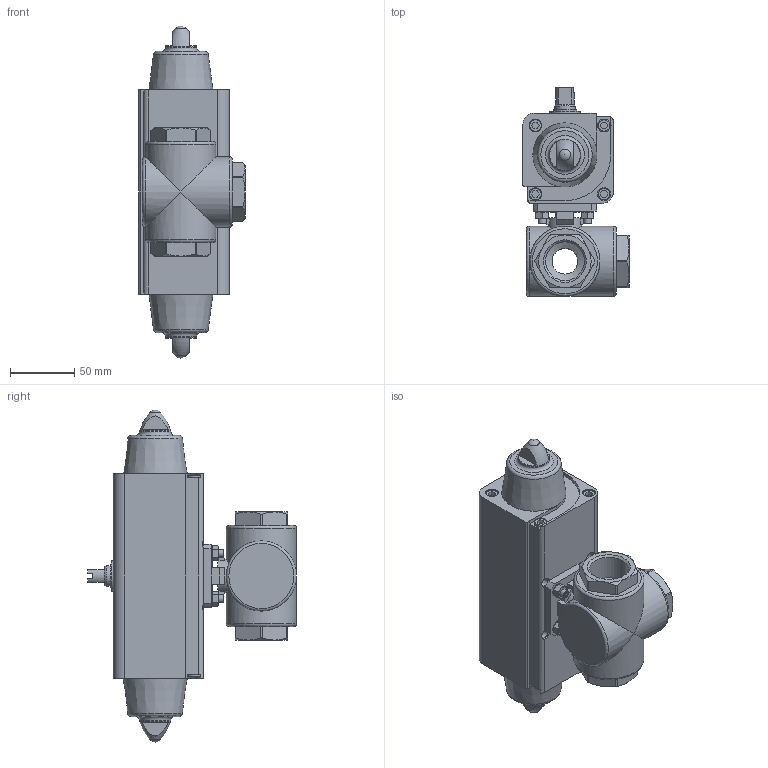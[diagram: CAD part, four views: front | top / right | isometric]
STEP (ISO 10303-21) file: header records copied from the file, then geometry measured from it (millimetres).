
FILE_DESCRIPTION(/* description */ ('STEP AP214'),/* implementation_level */ '2;1');
FILE_NAME(/* name */ '1915547_VZBA-1-GGG-63-32L-F0405-V4V4T-PS30-R-90-4-C',/* time_stamp */ '2024-09-17T23:36:52+02:00',/* author */ ('License CC BY-ND 4.0'),/* organization */ ('CADENAS'),/* preprocessor_version */ 'ST-DEVELOPER v19.3',/* originating_system */ 'PARTsolutions',/* authorisation */ ' ');
FILE_SCHEMA (('AUTOMOTIVE_DESIGN {1 0 10303 214 3 1 1}'));
Length unit declared in the file: millimetre
Products named in the file (8): 1915547 VZBA-1"-GGG-63-32L-F0405-V4V4T-PS30-R-90-4-C; 1692215 VZBA-1"-GGG-63-32L-F0405-V4V4T; 8082120 DARQ-R-A-S14-S11-16; 533487 DAPS-0030-090-RS4-F0507---(1); 533487 DAPS-0030-090-RS4-F0507---(2); 690067 S 6 A2; DIN 934 - M6(F); DIN-913 - M6x25
Assembly tree (16 placements, depth 2):
  1915547 VZBA-1"-GGG-63-32L-F0405-V4V4T-PS30-R-90-4-C
    1692215 VZBA-1"-GGG-63-32L-F0405-V4V4T
    8082120 DARQ-R-A-S14-S11-16
    533487 DAPS-0030-090-RS4-F0507---(1)
    533487 DAPS-0030-090-RS4-F0507---(2)
    690067 S 6 A2  x4
    DIN 934 - M6(F)  x4
    DIN-913 - M6x25  x4
Bounding box: 82.7 x 162.9 x 259 mm (x, y, z)
Volume: 1101805.3 mm3; surface area: 132108.7 mm2
Topology: 16 solids, 16 shells, 584 faces, 1439 edges, 903 vertices
Faces by surface type: plane 303, cylinder 133, cone 126, torus 20, sphere 2
Full cylindrical faces by diameter (mm): 4.134 x8, 4.917 x9, 6 x4, 6.4 x4, 6.647 x4, 8.566 x2, 10 x12, 14 x1, 16 x1, 18.4 x1, 20 x2, 24 x2, 27 x1, 28 x2, 30.291 x3, 31 x1, 54.7 x4
Entity records: 13941 total; most frequent: CARTESIAN_POINT 2648, DIRECTION 2324, ORIENTED_EDGE 2104, EDGE_CURVE 1052, AXIS2_PLACEMENT_3D 860, VERTEX_POINT 752, FACE_BOUND 672, EDGE_LOOP 653
